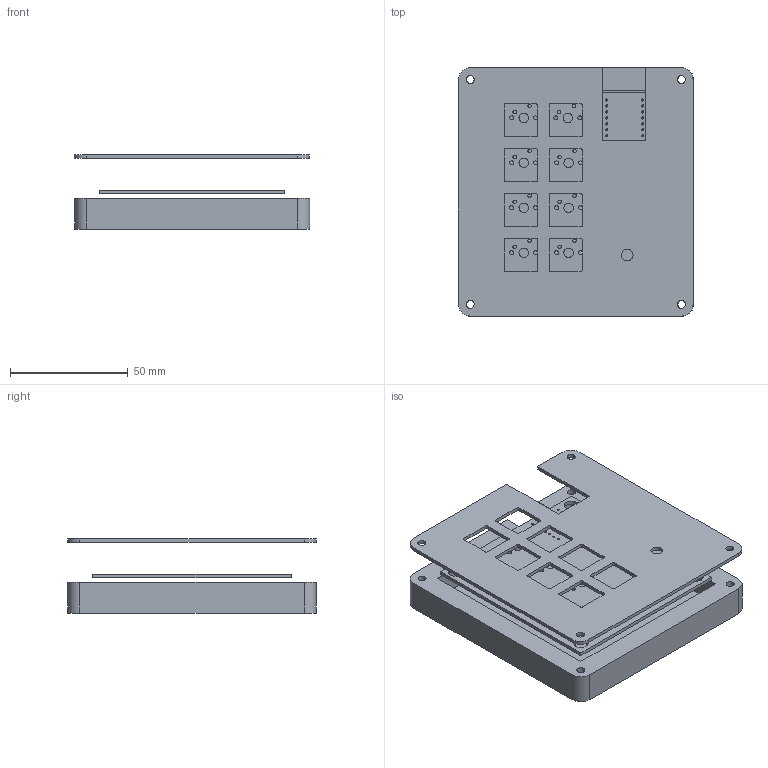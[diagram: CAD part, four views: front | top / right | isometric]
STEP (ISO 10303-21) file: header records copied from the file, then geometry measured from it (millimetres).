
FILE_DESCRIPTION(/* description */ ('KiCad electronic assembly'),/* implementation_level */ '2;1');
FILE_NAME(/* name */ 'hackpadfinal v1.step',/* time_stamp */ '2025-12-22T19:57:08-05:00',/* author */ (''),/* organization */ (''),/* preprocessor_version */ 'ST-DEVELOPER v20.1',/* originating_system */ 'Autodesk Translation Framework v14.17.0.0',/* authorisation */ '');
FILE_SCHEMA (('AUTOMOTIVE_DESIGN { 1 0 10303 214 3 1 1 }'));
Length unit declared in the file: millimetre
Products named in the file (3): hackpas 1; hackpas_silkscreen; hackpas_PCB
Assembly tree (2 placements, depth 2):
  hackpas 1
    hackpas_silkscreen
    hackpas_PCB
Bounding box: 99.73 x 105.26 x 31.5 mm (x, y, z)
Volume: 86319.1 mm3; surface area: 61696.5 mm2
Topology: 3 solids, 80 shells, 533 faces, 2622 edges, 2193 vertices
Faces by surface type: plane 244, bspline 169, cylinder 120
Full cylindrical faces by diameter (mm): 0.889 x14, 1 x5, 1.5 x16, 1.7 x16, 3.4 x8, 4 x8, 5 x1, 5.999 x2, 6 x5, 6.001 x1
Entity records: 28788 total; most frequent: CARTESIAN_POINT 8226, ORIENTED_EDGE 3909, DIRECTION 3613, EDGE_CURVE 2622, VERTEX_POINT 2193, LINE 1693, VECTOR 1693, AXIS2_PLACEMENT_3D 960
